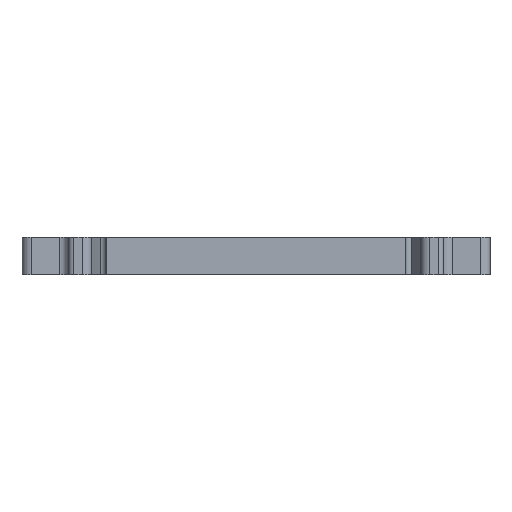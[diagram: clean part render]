
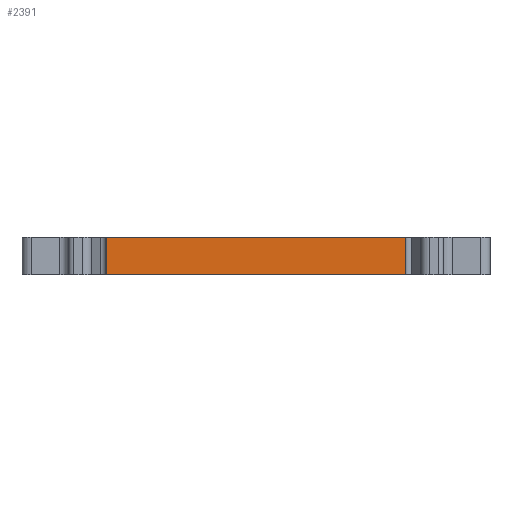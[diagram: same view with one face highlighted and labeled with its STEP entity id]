
A CAD part, front view. The second image highlights one B-rep face of the part: STEP entity #2391.
In plain terms, the highlighted planar face has unit normal (0, -1, 0).
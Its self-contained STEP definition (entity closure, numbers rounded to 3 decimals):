
#50=LINE('',#3283,#334);
#297=LINE('',#3850,#581);
#298=LINE('',#3853,#582);
#299=LINE('',#3854,#583);
#334=VECTOR('',#2631,32.);
#581=VECTOR('',#3158,4.);
#582=VECTOR('',#3161,32.);
#583=VECTOR('',#3162,4.);
#702=PLANE('',#2564);
#848=FACE_OUTER_BOUND('',#1000,.T.);
#1000=EDGE_LOOP('',(#2176,#2177,#2178,#2179));
#1088=VERTEX_POINT('',#3280);
#1089=VERTEX_POINT('',#3282);
#1269=VERTEX_POINT('',#3848);
#1270=VERTEX_POINT('',#3852);
#1310=EDGE_CURVE('',#1089,#1088,#50,.T.);
#1584=EDGE_CURVE('',#1088,#1269,#297,.T.);
#1585=EDGE_CURVE('',#1269,#1270,#298,.T.);
#1586=EDGE_CURVE('',#1089,#1270,#299,.T.);
#2176=ORIENTED_EDGE('',*,*,#1585,.T.);
#2177=ORIENTED_EDGE('',*,*,#1586,.F.);
#2178=ORIENTED_EDGE('',*,*,#1310,.T.);
#2179=ORIENTED_EDGE('',*,*,#1584,.T.);
#2391=ADVANCED_FACE('',(#848),#702,.T.);
#2564=AXIS2_PLACEMENT_3D('',#3851,#3159,#3160);
#2631=DIRECTION('',(1.,0.,0.));
#3158=DIRECTION('',(0.,0.,1.));
#3159=DIRECTION('center_axis',(0.,-1.,0.));
#3160=DIRECTION('ref_axis',(0.,0.,-1.));
#3161=DIRECTION('',(-1.,0.,0.));
#3162=DIRECTION('',(0.,0.,1.));
#3280=CARTESIAN_POINT('',(16.,-18.75,-2.));
#3282=CARTESIAN_POINT('',(-16.,-18.75,-2.));
#3283=CARTESIAN_POINT('',(-16.,-18.75,-2.));
#3848=CARTESIAN_POINT('',(16.,-18.75,2.));
#3850=CARTESIAN_POINT('',(16.,-18.75,-2.));
#3851=CARTESIAN_POINT('Origin',(0.,-18.75,-2.));
#3852=CARTESIAN_POINT('',(-16.,-18.75,2.));
#3853=CARTESIAN_POINT('',(-16.,-18.75,2.));
#3854=CARTESIAN_POINT('',(-16.,-18.75,-2.));
